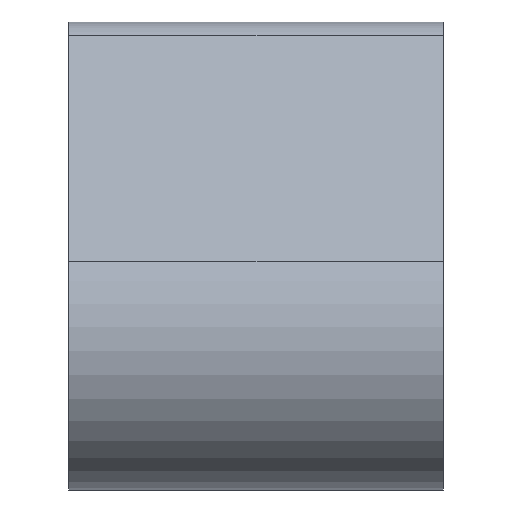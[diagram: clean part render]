
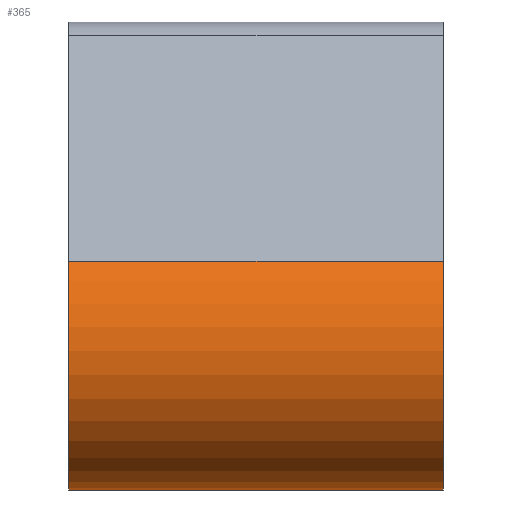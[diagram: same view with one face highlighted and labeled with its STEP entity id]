
A CAD part, left-side view. The second image highlights one B-rep face of the part: STEP entity #365.
In plain terms, the highlighted cylindrical face has radius 0.75 mm (diameter 1.5 mm), a partial arc.
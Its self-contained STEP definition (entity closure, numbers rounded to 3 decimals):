
#57=LINE('',#601,#93);
#58=LINE('',#605,#94);
#93=VECTOR('',#488,1000.);
#94=VECTOR('',#493,1000.);
#151=ORIENTED_EDGE('',*,*,#231,.F.);
#152=ORIENTED_EDGE('',*,*,#241,.F.);
#153=ORIENTED_EDGE('',*,*,#242,.T.);
#154=ORIENTED_EDGE('',*,*,#243,.T.);
#231=EDGE_CURVE('',#279,#268,#301,.T.);
#241=EDGE_CURVE('',#285,#279,#57,.T.);
#242=EDGE_CURVE('',#285,#286,#304,.T.);
#243=EDGE_CURVE('',#286,#268,#58,.T.);
#268=VERTEX_POINT('',#557);
#279=VERTEX_POINT('',#580);
#285=VERTEX_POINT('',#600);
#286=VERTEX_POINT('',#604);
#301=CIRCLE('',#404,0.75);
#304=CIRCLE('',#412,0.75);
#316=EDGE_LOOP('',(#151,#152,#153,#154));
#338=FACE_BOUND('',#316,.T.);
#355=CYLINDRICAL_SURFACE('',#411,0.75);
#365=ADVANCED_FACE('',(#338),#355,.T.);
#404=AXIS2_PLACEMENT_3D('',#581,#467,#468);
#411=AXIS2_PLACEMENT_3D('',#602,#489,#490);
#412=AXIS2_PLACEMENT_3D('',#603,#491,#492);
#467=DIRECTION('',(1.,0.,0.));
#468=DIRECTION('',(0.,0.,-1.));
#488=DIRECTION('',(1.,0.,0.));
#489=DIRECTION('',(1.,0.,0.));
#490=DIRECTION('',(0.,0.,-1.));
#491=DIRECTION('',(1.,0.,0.));
#492=DIRECTION('',(0.,0.,-1.));
#493=DIRECTION('',(1.,0.,0.));
#557=CARTESIAN_POINT('',(1.,1.222,0.167));
#580=CARTESIAN_POINT('',(1.,0.,0.75));
#581=CARTESIAN_POINT('',(1.,0.75,0.75));
#600=CARTESIAN_POINT('',(-1.,0.,0.75));
#601=CARTESIAN_POINT('',(-1.04,0.,0.75));
#602=CARTESIAN_POINT('',(-1.04,0.75,0.75));
#603=CARTESIAN_POINT('',(-1.,0.75,0.75));
#604=CARTESIAN_POINT('',(-1.,1.222,0.167));
#605=CARTESIAN_POINT('',(-1.04,1.222,0.167));
